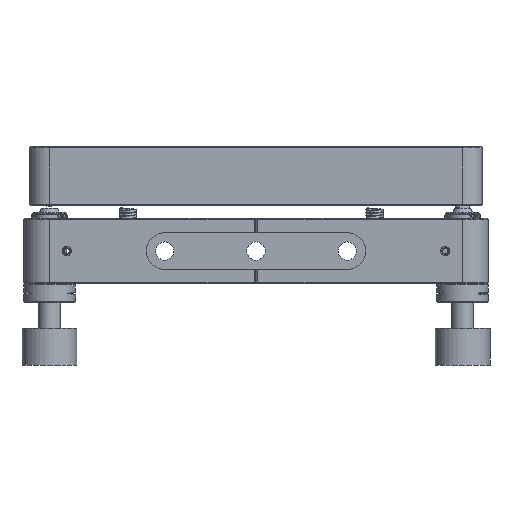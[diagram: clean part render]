
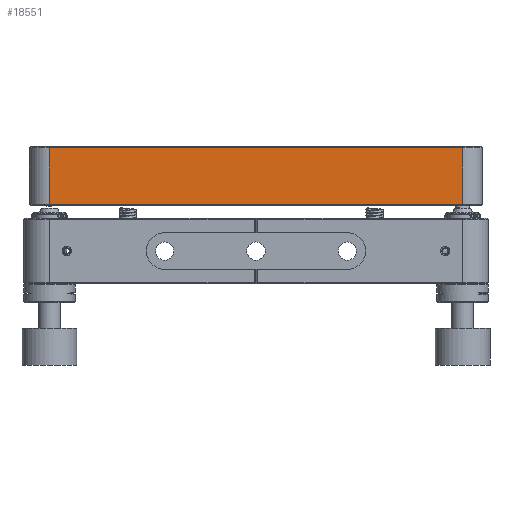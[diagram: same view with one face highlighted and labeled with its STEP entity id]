
A CAD part, front view. The second image highlights one B-rep face of the part: STEP entity #18551.
In plain terms, the highlighted planar face has unit normal (0, 1, 0).
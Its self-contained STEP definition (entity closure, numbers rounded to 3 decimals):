
#45 = ORIENTED_EDGE ( 'NONE', *, *, #19468, .F. ) ;
#1120 = DIRECTION ( 'NONE',  ( 0., 1., 0. ) ) ;
#1788 = LINE ( 'NONE', #8653, #18256 ) ;
#1852 = VERTEX_POINT ( 'NONE', #3115 ) ;
#2081 = VECTOR ( 'NONE', #20319, 1000. ) ;
#2808 = CARTESIAN_POINT ( 'NONE',  ( -56.5, -62., 12.75 ) ) ;
#3075 = ORIENTED_EDGE ( 'NONE', *, *, #15866, .T. ) ;
#3115 = CARTESIAN_POINT ( 'NONE',  ( 56.5, -62., 12.75 ) ) ;
#3657 = ORIENTED_EDGE ( 'NONE', *, *, #15026, .T. ) ;
#4502 = DIRECTION ( 'NONE',  ( -1., 0., 0. ) ) ;
#4592 = ORIENTED_EDGE ( 'NONE', *, *, #17641, .T. ) ;
#4818 = VERTEX_POINT ( 'NONE', #15054 ) ;
#5010 = VECTOR ( 'NONE', #6707, 1000. ) ;
#6707 = DIRECTION ( 'NONE',  ( 1., 0., 0. ) ) ;
#7017 = CARTESIAN_POINT ( 'NONE',  ( 56.5, -62., 28.5 ) ) ;
#7125 = LINE ( 'NONE', #7017, #18222 ) ;
#7297 = DIRECTION ( 'NONE',  ( 0., 0., 1. ) ) ;
#7980 = PLANE ( 'NONE',  #11105 ) ;
#8367 = DIRECTION ( 'NONE',  ( 0., 0., -1. ) ) ;
#8634 = LINE ( 'NONE', #18637, #2081 ) ;
#8653 = CARTESIAN_POINT ( 'NONE',  ( -56.5, -62., 28.5 ) ) ;
#8910 = VERTEX_POINT ( 'NONE', #18743 ) ;
#11105 = AXIS2_PLACEMENT_3D ( 'NONE', #21906, #1120, #4502 ) ;
#15026 = EDGE_CURVE ( 'NONE', #8910, #1852, #7125, .T. ) ;
#15054 = CARTESIAN_POINT ( 'NONE',  ( -56.5, -62., 28.25 ) ) ;
#15866 = EDGE_CURVE ( 'NONE', #4818, #8910, #8634, .T. ) ;
#16631 = FACE_OUTER_BOUND ( 'NONE', #21751, .T. ) ;
#17641 = EDGE_CURVE ( 'NONE', #20764, #4818, #1788, .T. ) ;
#18222 = VECTOR ( 'NONE', #8367, 1000. ) ;
#18256 = VECTOR ( 'NONE', #7297, 1000. ) ;
#18551 = ADVANCED_FACE ( 'NONE', ( #16631 ), #7980, .T. ) ;
#18637 = CARTESIAN_POINT ( 'NONE',  ( -62., -62., 28.25 ) ) ;
#18743 = CARTESIAN_POINT ( 'NONE',  ( 56.5, -62., 28.25 ) ) ;
#19468 = EDGE_CURVE ( 'NONE', #20764, #1852, #22096, .T. ) ;
#20319 = DIRECTION ( 'NONE',  ( 1., 0., 0. ) ) ;
#20520 = CARTESIAN_POINT ( 'NONE',  ( -62., -62., 12.75 ) ) ;
#20764 = VERTEX_POINT ( 'NONE', #2808 ) ;
#21751 = EDGE_LOOP ( 'NONE', ( #45, #4592, #3075, #3657 ) ) ;
#21906 = CARTESIAN_POINT ( 'NONE',  ( -62., -62., 28.5 ) ) ;
#22096 = LINE ( 'NONE', #20520, #5010 ) ;
